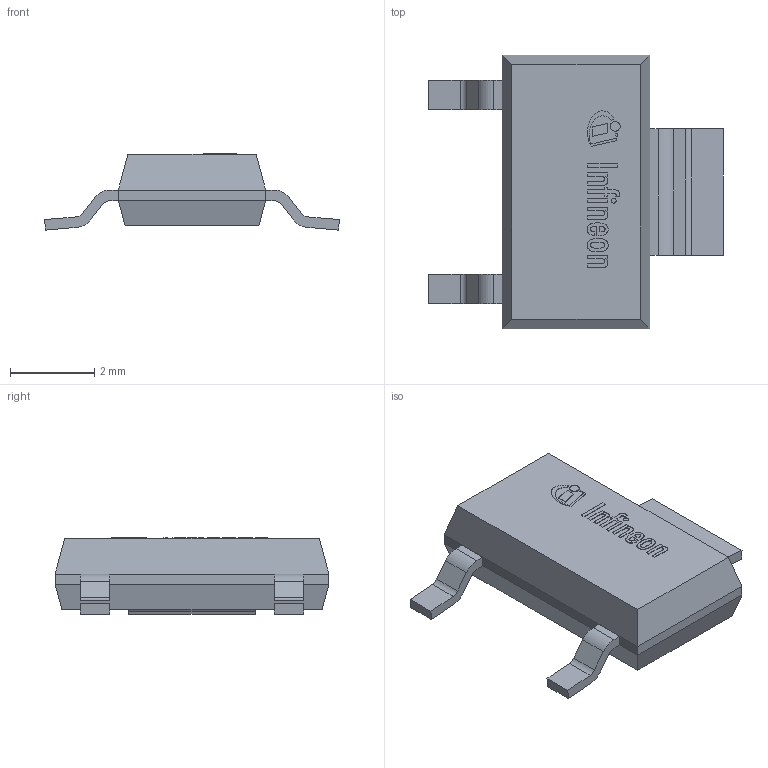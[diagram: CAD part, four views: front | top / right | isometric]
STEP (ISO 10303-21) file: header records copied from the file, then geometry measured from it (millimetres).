
FILE_DESCRIPTION(/* description */ (''),/* implementation_level */ '2;1');
FILE_NAME(/* name */ 'PG-SOT223-3-1_Z8B00179034_V01_3D.stp',/* time_stamp */ '2018-12-06T14:26:08+06:00',/* author */ ('janartha'),/* organization */ (''),/* preprocessor_version */ 'ST-DEVELOPER v16.13',/* originating_system */ 'AutoCAD Mechanical',/* authorisation */ '');
FILE_SCHEMA (('AUTOMOTIVE_DESIGN { 1 0 10303 214 3 1 1 }'));
Length unit declared in the file: millimetre
Products named in the file (1): Product
Bounding box: 7 x 6.5 x 1.81 mm (x, y, z)
Volume: 38.1 mm3; surface area: 187.8 mm2
Topology: 18 solids, 18 shells, 263 faces, 681 edges, 454 vertices
Faces by surface type: plane 135, cylinder 128
Full cylindrical faces by diameter (mm): 0.114 x1, 0.234 x1
Entity records: 8132 total; most frequent: DIRECTION 1463, CARTESIAN_POINT 1397, ORIENTED_EDGE 1358, EDGE_CURVE 679, AXIS2_PLACEMENT_3D 520, VERTEX_POINT 454, LINE 423, VECTOR 423
